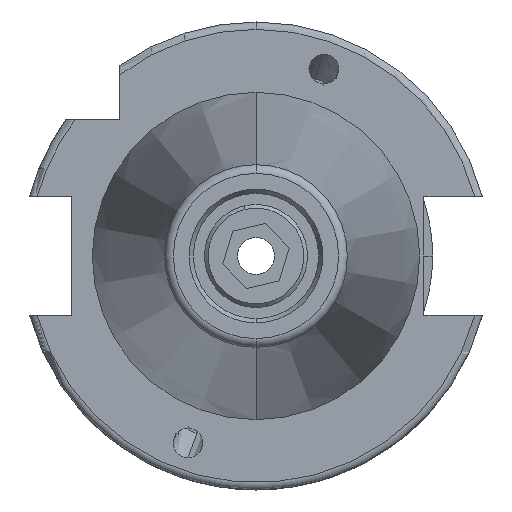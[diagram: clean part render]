
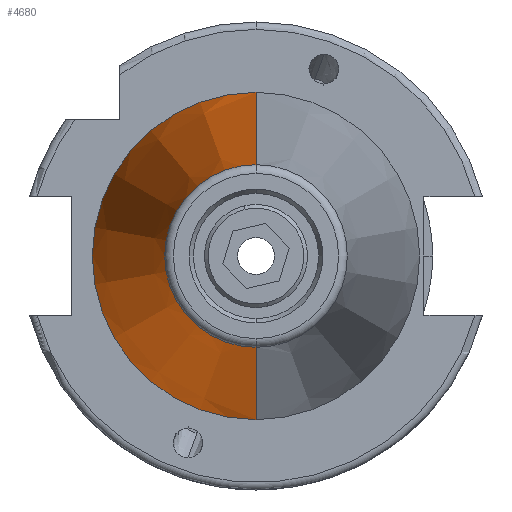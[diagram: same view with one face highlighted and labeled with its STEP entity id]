
A CAD part, left-side view. The second image highlights one B-rep face of the part: STEP entity #4680.
In plain terms, the highlighted conical face has half-angle 8.297 degrees and reference radius 22.225 mm.
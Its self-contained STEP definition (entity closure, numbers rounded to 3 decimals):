
#13 = DIRECTION ( 'NONE',  ( 0., 1., 0. ) ) ;
#281 = VERTEX_POINT ( 'NONE', #5650 ) ;
#291 = CIRCLE ( 'NONE', #462, 12.4 ) ;
#462 = AXIS2_PLACEMENT_3D ( 'NONE', #3521, #3608, #3636 ) ;
#747 = CARTESIAN_POINT ( 'NONE',  ( 0., 0., 0. ) ) ;
#937 = EDGE_CURVE ( 'NONE', #3804, #6758, #291, .T. ) ;
#1062 = CARTESIAN_POINT ( 'NONE',  ( 0., 22.225, 0. ) ) ;
#1094 = ORIENTED_EDGE ( 'NONE', *, *, #2914, .T. ) ;
#1292 = DIRECTION ( 'NONE',  ( 0., -1., 0. ) ) ;
#1620 = AXIS2_PLACEMENT_3D ( 'NONE', #747, #4440, #1292 ) ;
#1728 = VECTOR ( 'NONE', #4760, 1000. ) ;
#2280 = CIRCLE ( 'NONE', #1620, 22.225 ) ;
#2610 = CARTESIAN_POINT ( 'NONE',  ( 0., 0., 0. ) ) ;
#2613 = VECTOR ( 'NONE', #3912, 1000. ) ;
#2837 = CARTESIAN_POINT ( 'NONE',  ( -67.373, 12.4, 0. ) ) ;
#2859 = CARTESIAN_POINT ( 'NONE',  ( 0., -22.225, 0. ) ) ;
#2914 = EDGE_CURVE ( 'NONE', #3804, #281, #5462, .T. ) ;
#3129 = EDGE_CURVE ( 'NONE', #6758, #6771, #3454, .T. ) ;
#3344 = CARTESIAN_POINT ( 'NONE',  ( 0., 22.225, 0. ) ) ;
#3454 = LINE ( 'NONE', #1062, #1728 ) ;
#3521 = CARTESIAN_POINT ( 'NONE',  ( -67.373, 0., 0. ) ) ;
#3560 = EDGE_LOOP ( 'NONE', ( #5398, #1094, #6151, #4719 ) ) ;
#3608 = DIRECTION ( 'NONE',  ( -1., 0., 0. ) ) ;
#3636 = DIRECTION ( 'NONE',  ( 0., -1., 0. ) ) ;
#3804 = VERTEX_POINT ( 'NONE', #4086 ) ;
#3912 = DIRECTION ( 'NONE',  ( 0.99, -0.144, 0. ) ) ;
#4086 = CARTESIAN_POINT ( 'NONE',  ( -67.373, -12.4, 0. ) ) ;
#4440 = DIRECTION ( 'NONE',  ( -1., 0., 0. ) ) ;
#4513 = EDGE_CURVE ( 'NONE', #281, #6771, #2280, .T. ) ;
#4680 = ADVANCED_FACE ( 'NONE', ( #6739 ), #6575, .T. ) ;
#4719 = ORIENTED_EDGE ( 'NONE', *, *, #3129, .F. ) ;
#4760 = DIRECTION ( 'NONE',  ( 0.99, 0.144, 0. ) ) ;
#5398 = ORIENTED_EDGE ( 'NONE', *, *, #937, .F. ) ;
#5462 = LINE ( 'NONE', #2859, #2613 ) ;
#5516 = AXIS2_PLACEMENT_3D ( 'NONE', #2610, #6809, #13 ) ;
#5650 = CARTESIAN_POINT ( 'NONE',  ( 0., -22.225, 0. ) ) ;
#6151 = ORIENTED_EDGE ( 'NONE', *, *, #4513, .T. ) ;
#6575 = CONICAL_SURFACE ( 'NONE', #5516, 22.225, 0.145 ) ;
#6739 = FACE_OUTER_BOUND ( 'NONE', #3560, .T. ) ;
#6758 = VERTEX_POINT ( 'NONE', #2837 ) ;
#6771 = VERTEX_POINT ( 'NONE', #3344 ) ;
#6809 = DIRECTION ( 'NONE',  ( 1., 0., 0. ) ) ;
